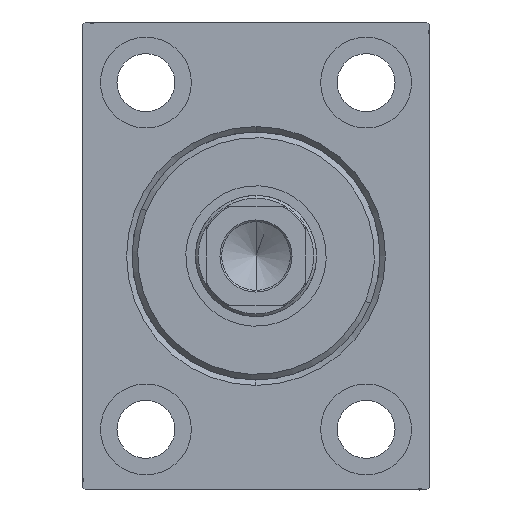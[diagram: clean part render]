
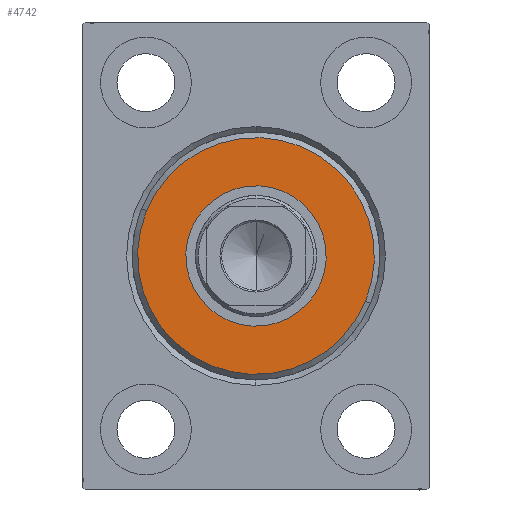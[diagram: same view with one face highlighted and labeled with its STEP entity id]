
A CAD part, left-side view. The second image highlights one B-rep face of the part: STEP entity #4742.
In plain terms, the highlighted face is planar.
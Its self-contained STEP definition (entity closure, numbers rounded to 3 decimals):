
#163 = AXIS2_PLACEMENT_3D ( 'NONE', #19447, #19227, #15485 ) ;
#444 = VERTEX_POINT ( 'NONE', #41377 ) ;
#1839 = CARTESIAN_POINT ( 'NONE',  ( 3., 0., 0. ) ) ;
#1862 = DIRECTION ( 'NONE',  ( -1., 0., 0. ) ) ;
#2450 = CARTESIAN_POINT ( 'NONE',  ( 3., 0., -12.75 ) ) ;
#2695 = DIRECTION ( 'NONE',  ( -1., 0., 0. ) ) ;
#2961 = EDGE_LOOP ( 'NONE', ( #10785, #10039 ) ) ;
#3541 = DIRECTION ( 'NONE',  ( 0., 0., -1. ) ) ;
#4742 = ADVANCED_FACE ( 'NONE', ( #11037, #35377 ), #27854, .T. ) ;
#5055 = CARTESIAN_POINT ( 'NONE',  ( 3., 0., 0. ) ) ;
#5128 = ORIENTED_EDGE ( 'NONE', *, *, #33352, .T. ) ;
#5680 = CARTESIAN_POINT ( 'NONE',  ( 3., 0., 12.75 ) ) ;
#8149 = CARTESIAN_POINT ( 'NONE',  ( 3., 0., 21.5 ) ) ;
#9430 = AXIS2_PLACEMENT_3D ( 'NONE', #21334, #1862, #25532 ) ;
#9942 = AXIS2_PLACEMENT_3D ( 'NONE', #1839, #2695, #22192 ) ;
#10039 = ORIENTED_EDGE ( 'NONE', *, *, #24873, .T. ) ;
#10785 = ORIENTED_EDGE ( 'NONE', *, *, #26667, .T. ) ;
#11037 = FACE_OUTER_BOUND ( 'NONE', #2961, .T. ) ;
#12204 = AXIS2_PLACEMENT_3D ( 'NONE', #21021, #14374, #3541 ) ;
#14374 = DIRECTION ( 'NONE',  ( 1., 0., 0. ) ) ;
#15485 = DIRECTION ( 'NONE',  ( 0., 0., -1. ) ) ;
#16248 = VERTEX_POINT ( 'NONE', #5680 ) ;
#19037 = ORIENTED_EDGE ( 'NONE', *, *, #21533, .T. ) ;
#19227 = DIRECTION ( 'NONE',  ( 1., 0., 0. ) ) ;
#19447 = CARTESIAN_POINT ( 'NONE',  ( 3., 0., 0. ) ) ;
#20041 = CIRCLE ( 'NONE', #9430, 12.75 ) ;
#20842 = AXIS2_PLACEMENT_3D ( 'NONE', #5055, #38027, #24540 ) ;
#21021 = CARTESIAN_POINT ( 'NONE',  ( 3., 0., 0. ) ) ;
#21334 = CARTESIAN_POINT ( 'NONE',  ( 3., 0., 0. ) ) ;
#21533 = EDGE_CURVE ( 'NONE', #16248, #22822, #29021, .T. ) ;
#22192 = DIRECTION ( 'NONE',  ( 0., 0., -1. ) ) ;
#22764 = CIRCLE ( 'NONE', #163, 21.5 ) ;
#22822 = VERTEX_POINT ( 'NONE', #2450 ) ;
#24540 = DIRECTION ( 'NONE',  ( 0., 0., -1. ) ) ;
#24873 = EDGE_CURVE ( 'NONE', #444, #25000, #22764, .T. ) ;
#25000 = VERTEX_POINT ( 'NONE', #8149 ) ;
#25532 = DIRECTION ( 'NONE',  ( 0., 0., -1. ) ) ;
#26667 = EDGE_CURVE ( 'NONE', #25000, #444, #31295, .T. ) ;
#27854 = PLANE ( 'NONE',  #20842 ) ;
#29021 = CIRCLE ( 'NONE', #9942, 12.75 ) ;
#31295 = CIRCLE ( 'NONE', #12204, 21.5 ) ;
#31731 = EDGE_LOOP ( 'NONE', ( #19037, #5128 ) ) ;
#33352 = EDGE_CURVE ( 'NONE', #22822, #16248, #20041, .T. ) ;
#35377 = FACE_BOUND ( 'NONE', #31731, .T. ) ;
#38027 = DIRECTION ( 'NONE',  ( 1., 0., 0. ) ) ;
#41377 = CARTESIAN_POINT ( 'NONE',  ( 3., 0., -21.5 ) ) ;
